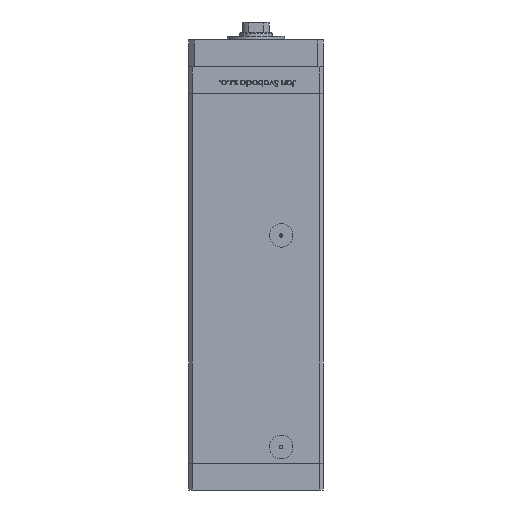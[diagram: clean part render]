
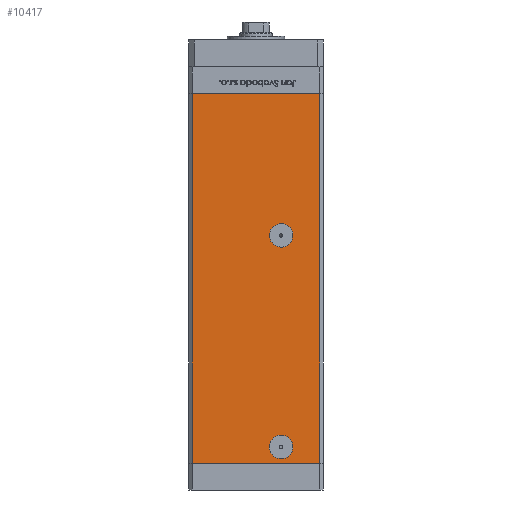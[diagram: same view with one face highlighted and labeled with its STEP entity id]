
A CAD part, front view. The second image highlights one B-rep face of the part: STEP entity #10417.
In plain terms, the highlighted planar face has unit normal (0, -1, 0).
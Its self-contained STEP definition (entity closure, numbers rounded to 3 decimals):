
#1921 = CARTESIAN_POINT ( 'NONE',  ( 35.5, -32.5, 206. ) ) ;
#2062 = DIRECTION ( 'NONE',  ( 0., 1., 0. ) ) ;
#2783 = EDGE_LOOP ( 'NONE', ( #39424, #23049 ) ) ;
#4658 = CARTESIAN_POINT ( 'NONE',  ( 14., -32.5, 2.42 ) ) ;
#5284 = AXIS2_PLACEMENT_3D ( 'NONE', #32547, #36881, #24168 ) ;
#5726 = DIRECTION ( 'NONE',  ( 0., 0., -1. ) ) ;
#5789 = CARTESIAN_POINT ( 'NONE',  ( -35.5, -32.5, 0. ) ) ;
#7094 = LINE ( 'NONE', #35556, #52912 ) ;
#7696 = DIRECTION ( 'NONE',  ( 0., 1., 0. ) ) ;
#8564 = DIRECTION ( 'NONE',  ( 0., -1., 0. ) ) ;
#8777 = EDGE_LOOP ( 'NONE', ( #22616, #23696 ) ) ;
#9799 = EDGE_CURVE ( 'NONE', #38955, #24218, #43137, .T. ) ;
#10264 = VERTEX_POINT ( 'NONE', #36797 ) ;
#10417 = ADVANCED_FACE ( 'NONE', ( #23739, #40270, #19678 ), #36193, .F. ) ;
#10651 = VERTEX_POINT ( 'NONE', #4658 ) ;
#11545 = CARTESIAN_POINT ( 'NONE',  ( -35.5, -32.5, 206. ) ) ;
#11702 = EDGE_CURVE ( 'NONE', #10651, #50677, #51142, .T. ) ;
#14414 = DIRECTION ( 'NONE',  ( 0., 0., -1. ) ) ;
#14817 = EDGE_CURVE ( 'NONE', #50076, #24218, #32222, .T. ) ;
#15257 = EDGE_CURVE ( 'NONE', #23077, #10264, #45954, .T. ) ;
#15806 = LINE ( 'NONE', #45334, #19667 ) ;
#16100 = DIRECTION ( 'NONE',  ( 0., 0., -1. ) ) ;
#16365 = ORIENTED_EDGE ( 'NONE', *, *, #50925, .F. ) ;
#16487 = EDGE_CURVE ( 'NONE', #53386, #50076, #7094, .T. ) ;
#17707 = AXIS2_PLACEMENT_3D ( 'NONE', #11545, #2062, #28073 ) ;
#17852 = AXIS2_PLACEMENT_3D ( 'NONE', #30677, #50464, #14414 ) ;
#18672 = AXIS2_PLACEMENT_3D ( 'NONE', #41904, #8564, #53584 ) ;
#18744 = CIRCLE ( 'NONE', #17852, 6.58 ) ;
#19667 = VECTOR ( 'NONE', #32328, 1000. ) ;
#19678 = FACE_BOUND ( 'NONE', #8777, .T. ) ;
#20030 = DIRECTION ( 'NONE',  ( 1., 0., 0. ) ) ;
#21312 = CIRCLE ( 'NONE', #18672, 6.58 ) ;
#21822 = VECTOR ( 'NONE', #20030, 1000. ) ;
#21929 = CARTESIAN_POINT ( 'NONE',  ( 35.5, -32.5, 206. ) ) ;
#22616 = ORIENTED_EDGE ( 'NONE', *, *, #44737, .T. ) ;
#23049 = ORIENTED_EDGE ( 'NONE', *, *, #29698, .F. ) ;
#23077 = VERTEX_POINT ( 'NONE', #29484 ) ;
#23696 = ORIENTED_EDGE ( 'NONE', *, *, #15257, .T. ) ;
#23739 = FACE_BOUND ( 'NONE', #2783, .T. ) ;
#24168 = DIRECTION ( 'NONE',  ( 0., 0., -1. ) ) ;
#24218 = VERTEX_POINT ( 'NONE', #28172 ) ;
#28073 = DIRECTION ( 'NONE',  ( 0., 0., 1. ) ) ;
#28172 = CARTESIAN_POINT ( 'NONE',  ( 35.5, -32.5, 0. ) ) ;
#29425 = CARTESIAN_POINT ( 'NONE',  ( -35.5, -32.5, 0. ) ) ;
#29484 = CARTESIAN_POINT ( 'NONE',  ( 14., -32.5, 133.58 ) ) ;
#29698 = EDGE_CURVE ( 'NONE', #50677, #10651, #21312, .T. ) ;
#30300 = ORIENTED_EDGE ( 'NONE', *, *, #14817, .T. ) ;
#30677 = CARTESIAN_POINT ( 'NONE',  ( 14., -32.5, 127. ) ) ;
#32222 = LINE ( 'NONE', #29425, #21822 ) ;
#32328 = DIRECTION ( 'NONE',  ( 1., 0., 0. ) ) ;
#32547 = CARTESIAN_POINT ( 'NONE',  ( 14., -32.5, 9. ) ) ;
#35556 = CARTESIAN_POINT ( 'NONE',  ( -35.5, -32.5, 206. ) ) ;
#36193 = PLANE ( 'NONE',  #17707 ) ;
#36427 = AXIS2_PLACEMENT_3D ( 'NONE', #44835, #7696, #16100 ) ;
#36716 = ORIENTED_EDGE ( 'NONE', *, *, #9799, .F. ) ;
#36797 = CARTESIAN_POINT ( 'NONE',  ( 14., -32.5, 120.42 ) ) ;
#36881 = DIRECTION ( 'NONE',  ( 0., -1., 0. ) ) ;
#38518 = ORIENTED_EDGE ( 'NONE', *, *, #16487, .T. ) ;
#38955 = VERTEX_POINT ( 'NONE', #21929 ) ;
#39424 = ORIENTED_EDGE ( 'NONE', *, *, #11702, .F. ) ;
#40270 = FACE_OUTER_BOUND ( 'NONE', #45283, .T. ) ;
#40806 = CARTESIAN_POINT ( 'NONE',  ( 14., -32.5, 15.58 ) ) ;
#41904 = CARTESIAN_POINT ( 'NONE',  ( 14., -32.5, 9. ) ) ;
#43137 = LINE ( 'NONE', #1921, #47998 ) ;
#44737 = EDGE_CURVE ( 'NONE', #10264, #23077, #18744, .T. ) ;
#44835 = CARTESIAN_POINT ( 'NONE',  ( 14., -32.5, 127. ) ) ;
#45283 = EDGE_LOOP ( 'NONE', ( #30300, #36716, #16365, #38518 ) ) ;
#45334 = CARTESIAN_POINT ( 'NONE',  ( -35.5, -32.5, 206. ) ) ;
#45954 = CIRCLE ( 'NONE', #36427, 6.58 ) ;
#47998 = VECTOR ( 'NONE', #5726, 1000. ) ;
#48286 = CARTESIAN_POINT ( 'NONE',  ( -35.5, -32.5, 206. ) ) ;
#48841 = DIRECTION ( 'NONE',  ( 0., 0., -1. ) ) ;
#50076 = VERTEX_POINT ( 'NONE', #5789 ) ;
#50464 = DIRECTION ( 'NONE',  ( 0., 1., 0. ) ) ;
#50677 = VERTEX_POINT ( 'NONE', #40806 ) ;
#50925 = EDGE_CURVE ( 'NONE', #53386, #38955, #15806, .T. ) ;
#51142 = CIRCLE ( 'NONE', #5284, 6.58 ) ;
#52912 = VECTOR ( 'NONE', #48841, 1000. ) ;
#53386 = VERTEX_POINT ( 'NONE', #48286 ) ;
#53584 = DIRECTION ( 'NONE',  ( 0., 0., -1. ) ) ;
